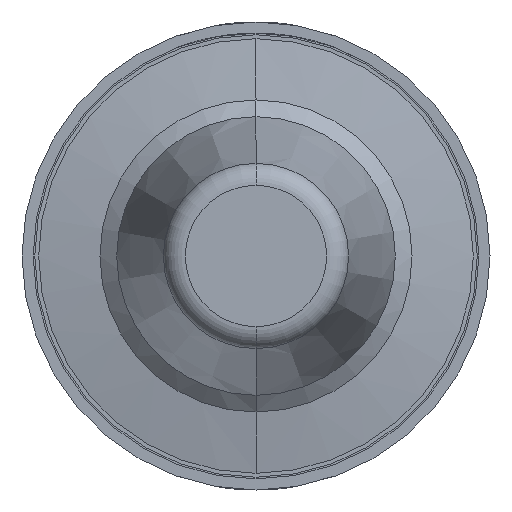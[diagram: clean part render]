
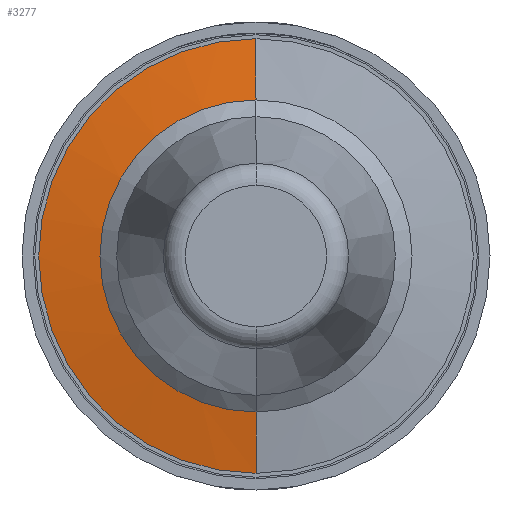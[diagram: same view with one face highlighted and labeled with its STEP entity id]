
A CAD part, front view. The second image highlights one B-rep face of the part: STEP entity #3277.
In plain terms, the highlighted conical face has half-angle 80.134 degrees and reference radius 0.8 mm.
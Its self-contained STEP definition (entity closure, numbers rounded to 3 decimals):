
#184 = LINE ( 'NONE', #3572, #6224 ) ;
#464 = DIRECTION ( 'NONE',  ( 0., 0., -1. ) ) ;
#483 = DIRECTION ( 'NONE',  ( 0., 1., 0. ) ) ;
#564 = VERTEX_POINT ( 'NONE', #4452 ) ;
#754 = LINE ( 'NONE', #1341, #5952 ) ;
#762 = EDGE_LOOP ( 'NONE', ( #3067, #4246, #966, #2231 ) ) ;
#966 = ORIENTED_EDGE ( 'NONE', *, *, #3375, .F. ) ;
#1039 = VERTEX_POINT ( 'NONE', #4772 ) ;
#1069 = DIRECTION ( 'NONE',  ( 0., 0.171, -0.985 ) ) ;
#1110 = EDGE_CURVE ( 'NONE', #564, #3353, #754, .T. ) ;
#1261 = AXIS2_PLACEMENT_3D ( 'NONE', #3081, #3607, #4643 ) ;
#1341 = CARTESIAN_POINT ( 'NONE',  ( 0., -41.6, 0.8 ) ) ;
#1772 = DIRECTION ( 'NONE',  ( 0., 1., 0. ) ) ;
#2231 = ORIENTED_EDGE ( 'NONE', *, *, #5139, .F. ) ;
#2814 = CARTESIAN_POINT ( 'NONE',  ( 0., -41.4, 0. ) ) ;
#2815 = DIRECTION ( 'NONE',  ( 0., 0.171, 0.985 ) ) ;
#2825 = AXIS2_PLACEMENT_3D ( 'NONE', #2814, #1772, #5188 ) ;
#3067 = ORIENTED_EDGE ( 'NONE', *, *, #4367, .T. ) ;
#3081 = CARTESIAN_POINT ( 'NONE',  ( 0., -41.586, 0. ) ) ;
#3230 = CARTESIAN_POINT ( 'NONE',  ( 0., -41.4, 1.95 ) ) ;
#3277 = ADVANCED_FACE ( 'Defeature ausgef�hrt1_26', ( #3344 ), #5178, .T. ) ;
#3322 = VERTEX_POINT ( 'NONE', #5255 ) ;
#3344 = FACE_OUTER_BOUND ( 'NONE', #762, .T. ) ;
#3353 = VERTEX_POINT ( 'NONE', #3230 ) ;
#3375 = EDGE_CURVE ( 'Defeature ausgef�hrt1_25+Defeature ausgef�hrt1_26+Defeature ausgef�hrt1_26+Defeature ausgef�hrt1_26', #3322, #3353, #4491, .T. ) ;
#3572 = CARTESIAN_POINT ( 'NONE',  ( 0., -41.6, -0.8 ) ) ;
#3607 = DIRECTION ( 'NONE',  ( 0., 1., 0. ) ) ;
#4246 = ORIENTED_EDGE ( 'NONE', *, *, #1110, .T. ) ;
#4367 = EDGE_CURVE ( 'Defeature ausgef�hrt1_26+Defeature ausgef�hrt1_22+Defeature ausgef�hrt1_22+Defeature ausgef�hrt1_22', #1039, #564, #6234, .T. ) ;
#4452 = CARTESIAN_POINT ( 'NONE',  ( 0., -41.586, 0.883 ) ) ;
#4491 = CIRCLE ( 'NONE', #2825, 1.95 ) ;
#4643 = DIRECTION ( 'NONE',  ( 0., 0., -1. ) ) ;
#4772 = CARTESIAN_POINT ( 'NONE',  ( 0., -41.586, -0.883 ) ) ;
#5139 = EDGE_CURVE ( 'NONE', #1039, #3322, #184, .T. ) ;
#5178 = CONICAL_SURFACE ( 'NONE', #5963, 0.8, 1.399 ) ;
#5188 = DIRECTION ( 'NONE',  ( 0., 0., -1. ) ) ;
#5255 = CARTESIAN_POINT ( 'NONE',  ( 0., -41.4, -1.95 ) ) ;
#5836 = CARTESIAN_POINT ( 'NONE',  ( 0., -41.6, 0. ) ) ;
#5952 = VECTOR ( 'NONE', #2815, 1000. ) ;
#5963 = AXIS2_PLACEMENT_3D ( 'NONE', #5836, #483, #464 ) ;
#6224 = VECTOR ( 'NONE', #1069, 1000. ) ;
#6234 = CIRCLE ( 'NONE', #1261, 0.883 ) ;
